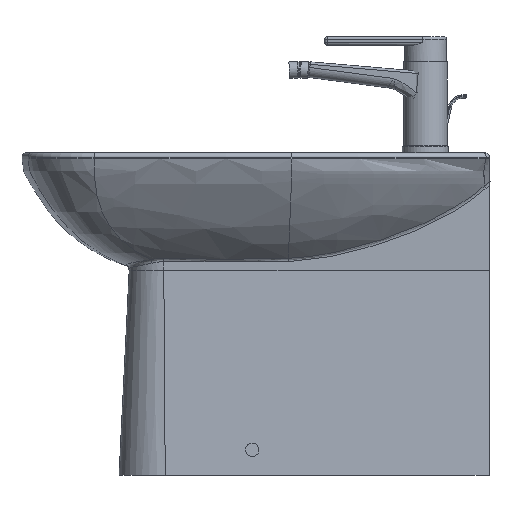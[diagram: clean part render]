
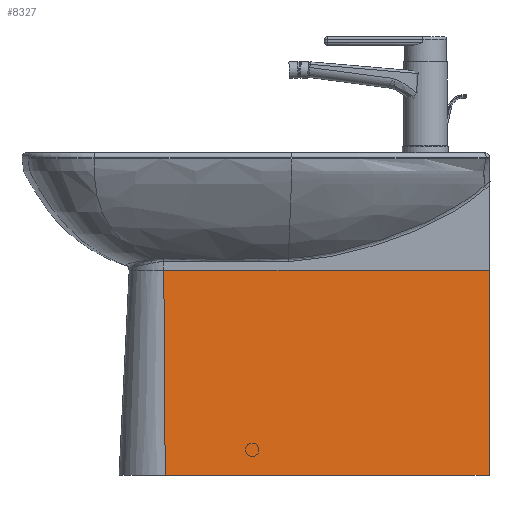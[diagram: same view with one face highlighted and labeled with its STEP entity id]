
A CAD part, front view. The second image highlights one B-rep face of the part: STEP entity #8327.
In plain terms, the highlighted planar face has unit normal (0, -0.999, 0.05).
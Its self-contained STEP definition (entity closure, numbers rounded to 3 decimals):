
#3572=CARTESIAN_POINT('',(-370.23,-87.972,-133.0));
#3573=VERTEX_POINT('',#3572);
#3580=CARTESIAN_POINT('',(18.482,-87.972,-133.0));
#3581=VERTEX_POINT('',#3580);
#3582=CARTESIAN_POINT('',(-370.23,-87.972,-133.0));
#3583=DIRECTION('',(1.0,0.0,0.0));
#3584=VECTOR('',#3583,388.712);
#3585=LINE('',#3582,#3584);
#3586=EDGE_CURVE('',#3573,#3581,#3585,.T.);
#7963=CARTESIAN_POINT('',(18.094,-100.132,-378.));
#7964=VERTEX_POINT('',#7963);
#7971=CARTESIAN_POINT('',(-368.56,-100.132,-378.));
#7972=VERTEX_POINT('',#7971);
#7973=CARTESIAN_POINT('',(-368.56,-100.132,-378.));
#7974=DIRECTION('',(1.0,0.0,0.0));
#7975=VECTOR('',#7974,386.654);
#7976=LINE('',#7973,#7975);
#7977=EDGE_CURVE('',#7972,#7964,#7976,.T.);
#8046=CARTESIAN_POINT('',(18.094,-100.132,-378.));
#8047=DIRECTION('',(0.002,0.05,0.999));
#8048=VECTOR('',#8047,245.302);
#8049=LINE('',#8046,#8048);
#8050=EDGE_CURVE('',#7964,#3581,#8049,.T.);
#8305=CARTESIAN_POINT('',(-368.56,-100.132,-378.));
#8306=DIRECTION('',(-0.007,0.05,0.999));
#8307=VECTOR('',#8306,245.307);
#8308=LINE('',#8305,#8307);
#8309=EDGE_CURVE('',#7972,#3573,#8308,.T.);
#8316=CARTESIAN_POINT('',(-368.56,-100.132,-378.));
#8317=DIRECTION('',(0.,-0.999,0.05));
#8318=DIRECTION('',(0.,-0.05,-0.999));
#8319=AXIS2_PLACEMENT_3D('',#8316,#8317,#8318);
#8320=PLANE('',#8319);
#8321=ORIENTED_EDGE('',*,*,#7977,.T.);
#8322=ORIENTED_EDGE('',*,*,#8050,.T.);
#8323=ORIENTED_EDGE('',*,*,#3586,.F.);
#8324=ORIENTED_EDGE('',*,*,#8309,.F.);
#8325=EDGE_LOOP('',(#8321,#8322,#8323,#8324));
#8326=FACE_OUTER_BOUND('',#8325,.T.);
#8327=ADVANCED_FACE('',(#8326),#8320,.T.);
